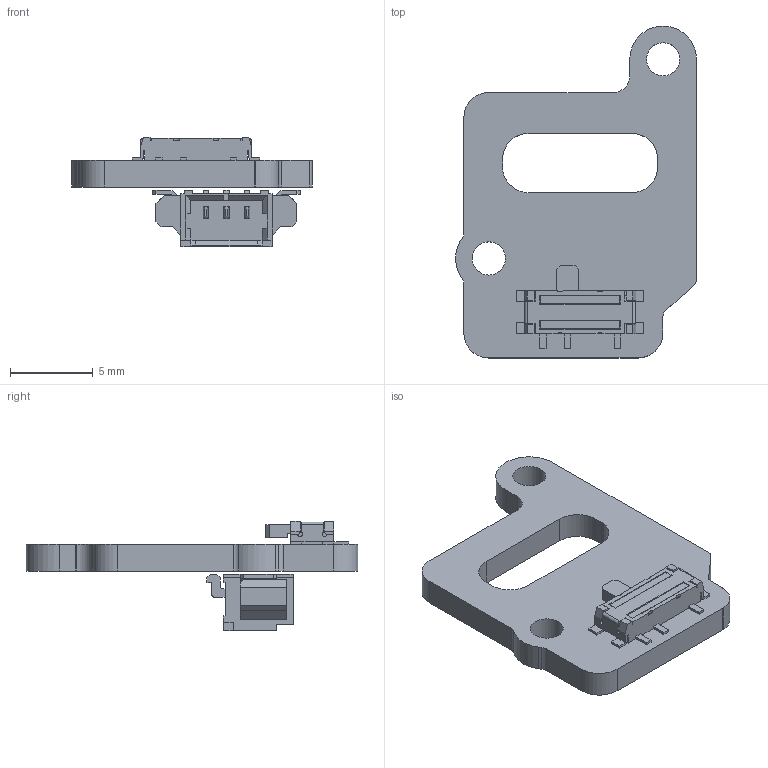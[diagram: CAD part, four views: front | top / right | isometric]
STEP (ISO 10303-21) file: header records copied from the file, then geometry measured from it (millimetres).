
FILE_DESCRIPTION(('Open CASCADE Model'),'2;1');
FILE_NAME('Open CASCADE Shape Model','2024-01-17T18:23:36',('Author'),( 'Open CASCADE'),'Open CASCADE STEP processor 6.8','Open CASCADE 6.8' ,'Unknown');
FILE_SCHEMA(('AUTOMOTIVE_DESIGN { 1 0 10303 214 1 1 1 1 }'));
Length unit declared in the file: millimetre
Products named in the file (8): PCB; Board; Open CASCADE STEP translator 6.8 1.1.1; SW1; PCM12SMTR_RGB6710886; 1; J1; asd
Assembly tree (7 placements, depth 4):
  PCB
    Board
      Open CASCADE STEP translator 6.8 1.1.1
    SW1
      PCM12SMTR_RGB6710886
        1
    J1
      asd
Bounding box: 14.52 x 20.01 x 6.6 mm (x, y, z)
Volume: 377.9 mm3; surface area: 892.4 mm2
Topology: 3 solids, 3 shells, 430 faces, 1252 edges, 814 vertices
Faces by surface type: plane 355, cylinder 73, cone 2
Full cylindrical faces by diameter (mm): 0.8 x2, 1 x2, 2 x2
Entity records: 15808 total; most frequent: CARTESIAN_POINT 2576, ORIENTED_EDGE 2504, DIRECTION 2240, EDGE_CURVE 1252, LINE 1096, VECTOR 1096, VERTEX_POINT 814, AXIS2_PLACEMENT_3D 572
